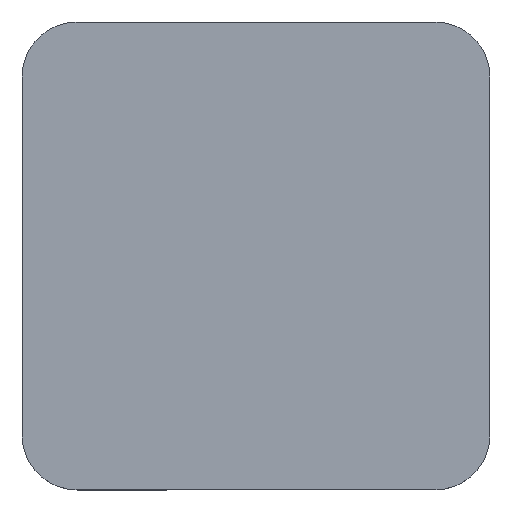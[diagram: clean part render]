
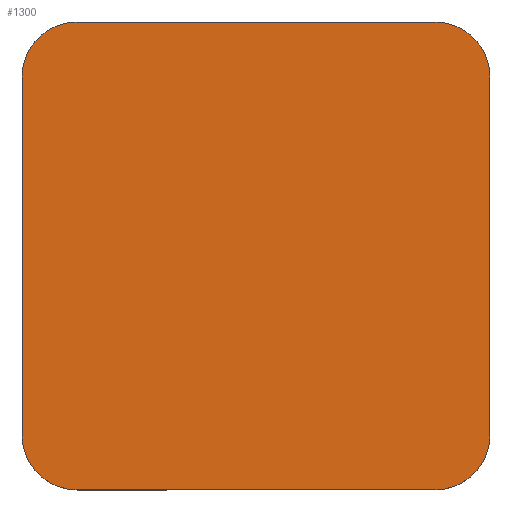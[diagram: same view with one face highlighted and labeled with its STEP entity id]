
A CAD part, top view. The second image highlights one B-rep face of the part: STEP entity #1300.
In plain terms, the highlighted planar face has unit normal (0, 0, 1).
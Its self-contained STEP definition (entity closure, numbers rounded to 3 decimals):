
#9 = CARTESIAN_POINT ( 'NONE',  ( 8.5, 6.5, 2. ) ) ;
#30 = ORIENTED_EDGE ( 'NONE', *, *, #309, .T. ) ;
#42 = LINE ( 'NONE', #168, #92 ) ;
#63 = CARTESIAN_POINT ( 'NONE',  ( -6.5, -8.5, 2. ) ) ;
#92 = VECTOR ( 'NONE', #650, 1000. ) ;
#114 = CARTESIAN_POINT ( 'NONE',  ( -6.5, 6.5, 2. ) ) ;
#126 = CARTESIAN_POINT ( 'NONE',  ( 8.5, -6.5, 2. ) ) ;
#168 = CARTESIAN_POINT ( 'NONE',  ( 8.5, 8.5, 2. ) ) ;
#218 = DIRECTION ( 'NONE',  ( 0., 0., 1. ) ) ;
#282 = ORIENTED_EDGE ( 'NONE', *, *, #1241, .T. ) ;
#302 = AXIS2_PLACEMENT_3D ( 'NONE', #505, #1334, #1469 ) ;
#305 = CIRCLE ( 'NONE', #1195, 2. ) ;
#309 = EDGE_CURVE ( 'NONE', #1537, #1149, #1141, .T. ) ;
#330 = DIRECTION ( 'NONE',  ( 1., 0., 0. ) ) ;
#332 = VERTEX_POINT ( 'NONE', #452 ) ;
#333 = EDGE_CURVE ( 'NONE', #363, #638, #1093, .T. ) ;
#363 = VERTEX_POINT ( 'NONE', #1556 ) ;
#373 = DIRECTION ( 'NONE',  ( 0., 0., 1. ) ) ;
#385 = CARTESIAN_POINT ( 'NONE',  ( 0., 0., 2. ) ) ;
#430 = CIRCLE ( 'NONE', #302, 2. ) ;
#452 = CARTESIAN_POINT ( 'NONE',  ( -6.5, 8.5, 2. ) ) ;
#458 = VECTOR ( 'NONE', #618, 1000. ) ;
#473 = CARTESIAN_POINT ( 'NONE',  ( -8.5, 6.5, 2. ) ) ;
#478 = CARTESIAN_POINT ( 'NONE',  ( 8.5, -8.5, 2. ) ) ;
#503 = DIRECTION ( 'NONE',  ( 0., 1., 0. ) ) ;
#505 = CARTESIAN_POINT ( 'NONE',  ( 6.5, 6.5, 2. ) ) ;
#511 = FACE_OUTER_BOUND ( 'NONE', #801, .T. ) ;
#602 = AXIS2_PLACEMENT_3D ( 'NONE', #1064, #218, #330 ) ;
#617 = PLANE ( 'NONE',  #1453 ) ;
#618 = DIRECTION ( 'NONE',  ( 0., -1., 0. ) ) ;
#638 = VERTEX_POINT ( 'NONE', #63 ) ;
#650 = DIRECTION ( 'NONE',  ( -1., 0., 0. ) ) ;
#658 = ORIENTED_EDGE ( 'NONE', *, *, #1307, .T. ) ;
#672 = EDGE_CURVE ( 'NONE', #1430, #332, #42, .T. ) ;
#709 = VECTOR ( 'NONE', #503, 1000. ) ;
#745 = ORIENTED_EDGE ( 'NONE', *, *, #333, .T. ) ;
#798 = VERTEX_POINT ( 'NONE', #473 ) ;
#801 = EDGE_LOOP ( 'NONE', ( #1437, #30, #658, #1142, #878, #282, #1238, #745 ) ) ;
#854 = LINE ( 'NONE', #478, #992 ) ;
#874 = EDGE_CURVE ( 'NONE', #798, #363, #1213, .T. ) ;
#878 = ORIENTED_EDGE ( 'NONE', *, *, #672, .T. ) ;
#910 = DIRECTION ( 'NONE',  ( 1., 0., 0. ) ) ;
#947 = EDGE_CURVE ( 'NONE', #1279, #1430, #430, .T. ) ;
#992 = VECTOR ( 'NONE', #1579, 1000. ) ;
#1029 = CARTESIAN_POINT ( 'NONE',  ( 6.5, -6.5, 2. ) ) ;
#1064 = CARTESIAN_POINT ( 'NONE',  ( -6.5, -6.5, 2. ) ) ;
#1092 = DIRECTION ( 'NONE',  ( 1., 0., 0. ) ) ;
#1093 = CIRCLE ( 'NONE', #602, 2. ) ;
#1109 = LINE ( 'NONE', #1356, #709 ) ;
#1141 = CIRCLE ( 'NONE', #1396, 2. ) ;
#1142 = ORIENTED_EDGE ( 'NONE', *, *, #947, .T. ) ;
#1149 = VERTEX_POINT ( 'NONE', #126 ) ;
#1182 = EDGE_CURVE ( 'NONE', #638, #1537, #854, .T. ) ;
#1195 = AXIS2_PLACEMENT_3D ( 'NONE', #114, #1323, #1092 ) ;
#1213 = LINE ( 'NONE', #1581, #458 ) ;
#1238 = ORIENTED_EDGE ( 'NONE', *, *, #874, .T. ) ;
#1241 = EDGE_CURVE ( 'NONE', #332, #798, #305, .T. ) ;
#1264 = DIRECTION ( 'NONE',  ( 0., 0., 1. ) ) ;
#1279 = VERTEX_POINT ( 'NONE', #9 ) ;
#1300 = ADVANCED_FACE ( 'NONE', ( #511 ), #617, .T. ) ;
#1307 = EDGE_CURVE ( 'NONE', #1149, #1279, #1109, .T. ) ;
#1323 = DIRECTION ( 'NONE',  ( 0., 0., 1. ) ) ;
#1334 = DIRECTION ( 'NONE',  ( 0., 0., 1. ) ) ;
#1344 = CARTESIAN_POINT ( 'NONE',  ( 6.5, 8.5, 2. ) ) ;
#1356 = CARTESIAN_POINT ( 'NONE',  ( 8.5, -8.5, 2. ) ) ;
#1362 = DIRECTION ( 'NONE',  ( 1., 0., 0. ) ) ;
#1396 = AXIS2_PLACEMENT_3D ( 'NONE', #1029, #1264, #910 ) ;
#1430 = VERTEX_POINT ( 'NONE', #1344 ) ;
#1437 = ORIENTED_EDGE ( 'NONE', *, *, #1182, .T. ) ;
#1453 = AXIS2_PLACEMENT_3D ( 'NONE', #385, #373, #1362 ) ;
#1469 = DIRECTION ( 'NONE',  ( 1., 0., 0. ) ) ;
#1495 = CARTESIAN_POINT ( 'NONE',  ( 6.5, -8.5, 2. ) ) ;
#1537 = VERTEX_POINT ( 'NONE', #1495 ) ;
#1556 = CARTESIAN_POINT ( 'NONE',  ( -8.5, -6.5, 2. ) ) ;
#1579 = DIRECTION ( 'NONE',  ( 1., 0., 0. ) ) ;
#1581 = CARTESIAN_POINT ( 'NONE',  ( -8.5, -8.5, 2. ) ) ;
